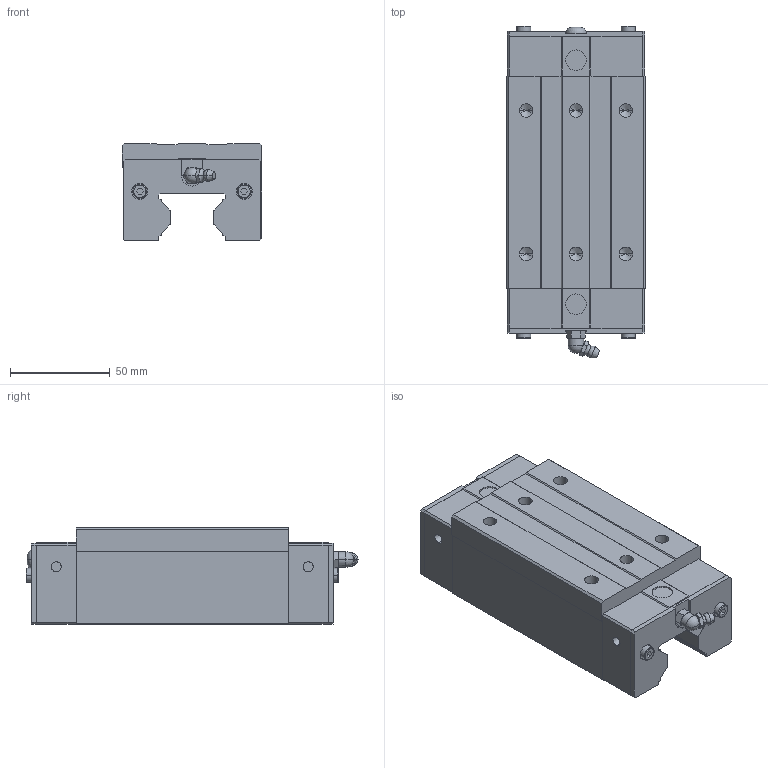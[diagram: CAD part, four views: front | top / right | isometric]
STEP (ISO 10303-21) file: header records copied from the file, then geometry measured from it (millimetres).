
FILE_DESCRIPTION(('STEP AP214'),'1');
FILE_NAME('cctmp_1EDE1E70-E835-4618-96E1-D08031ACEA99_2024_08_20_20_28_57_0083..stp','2024-08-20T18:28:57',('HIWIN GmbH'),('CADClick - www.CADClick.com'),'Spatial InterOp 3D',' ','unknown authorization');
FILE_SCHEMA(('AUTOMOTIVE_DESIGN'));
Length unit declared in the file: millimetre
Products named in the file (1): RGH35HAZAH_FILE
Bounding box: 70 x 166.71 x 48.5 mm (x, y, z)
Volume: 383761.3 mm3; surface area: 52398.3 mm2
Topology: 1 solids, 5 shells, 340 faces, 874 edges, 558 vertices
Faces by surface type: plane 190, cylinder 88, torus 30, cone 30, sphere 2
Entity records: 13212 total; most frequent: CARTESIAN_POINT 2183, DIRECTION 1730, ORIENTED_EDGE 1720, EDGE_CURVE 860, AXIS2_PLACEMENT_3D 589, VERTEX_POINT 558, LINE 552, VECTOR 552
